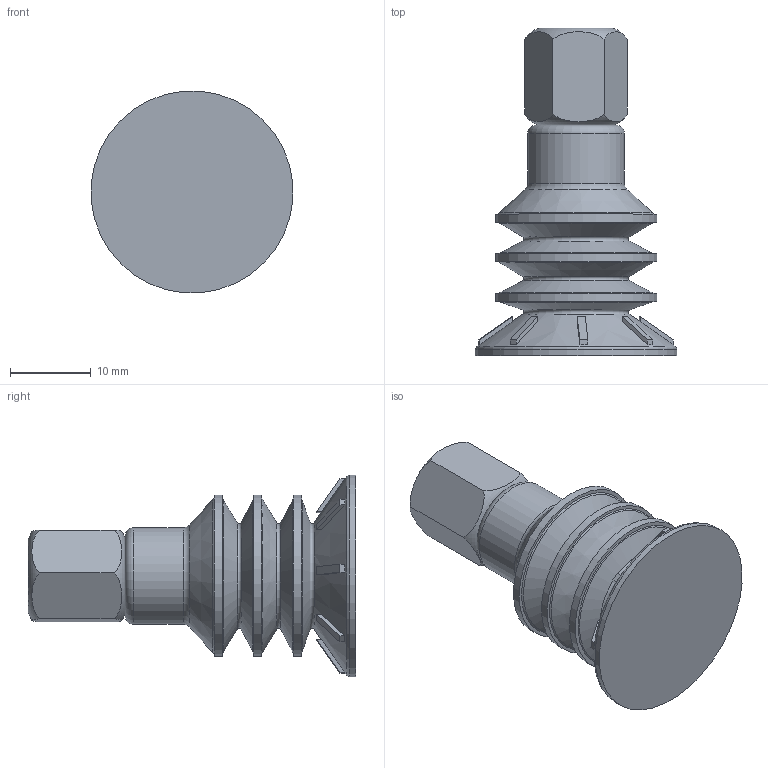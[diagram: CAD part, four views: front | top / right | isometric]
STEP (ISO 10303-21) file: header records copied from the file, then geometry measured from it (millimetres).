
FILE_DESCRIPTION(/* description */ (''),/* implementation_level */ '2;1');
FILE_NAME(/* name */ 'vf25-3sb_rac14r1-8h.stp',/* time_stamp */ '2021-06-01T09:25:23+02:00',/* author */ ('enginyeria'),/* organization */ (''),/* preprocessor_version */ 'ST-DEVELOPER v17.2',/* originating_system */ 'Autodesk Inventor 2019',/* authorisation */ '');
FILE_SCHEMA (('CONFIG_CONTROL_DESIGN'));
Length unit declared in the file: millimetre
Products named in the file (1): vf25-3sb_rac14r1-8h
Bounding box: 24.92 x 40.48 x 24.92 mm (x, y, z)
Volume: 6631.5 mm3; surface area: 3724.7 mm2
Topology: 1 solids, 1 shells, 85 faces, 235 edges, 167 vertices
Faces by surface type: plane 56, torus 14, cone 9, cylinder 6
Full cylindrical faces by diameter (mm): 8.566 x1, 12 x1, 20 x3, 25 x1
Entity records: 3117 total; most frequent: CARTESIAN_POINT 826, DIRECTION 482, ORIENTED_EDGE 470, EDGE_CURVE 235, AXIS2_PLACEMENT_3D 198, VERTEX_POINT 167, CIRCLE 112, EDGE_LOOP 100
